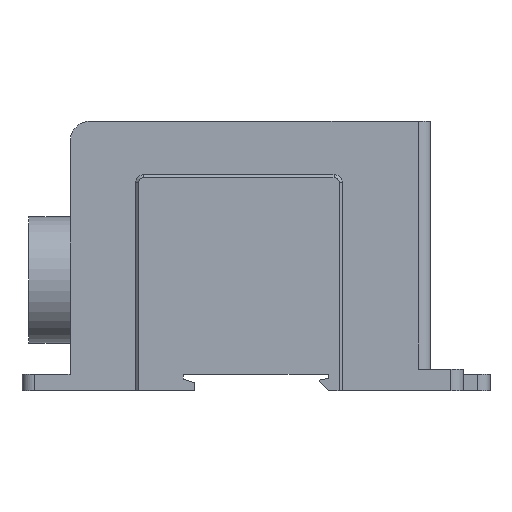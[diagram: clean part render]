
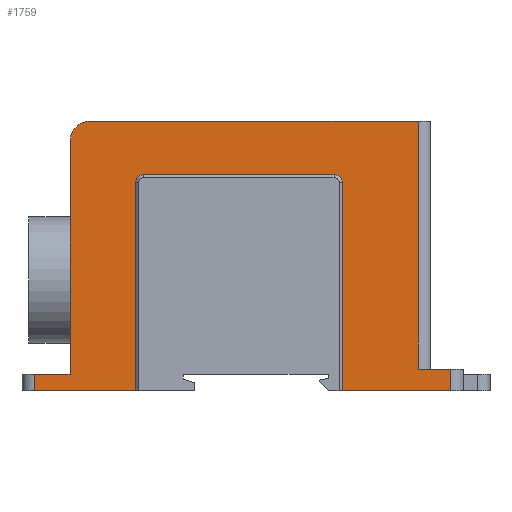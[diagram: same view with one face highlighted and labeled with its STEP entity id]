
A CAD part, left-side view. The second image highlights one B-rep face of the part: STEP entity #1759.
In plain terms, the highlighted planar face has unit normal (-1, 0, 0).
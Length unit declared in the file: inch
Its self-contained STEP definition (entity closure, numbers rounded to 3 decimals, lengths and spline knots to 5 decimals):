
#5 = CARTESIAN_POINT ( 'NONE',  ( 0., 3.32677, 0.20866 ) ) ;
#35 = DIRECTION ( 'NONE',  ( 0., 0., 1. ) ) ;
#49 = EDGE_CURVE ( 'NONE', #1274, #2197, #1863, .T. ) ;
#56 = ORIENTED_EDGE ( 'NONE', *, *, #532, .T. ) ;
#117 = CIRCLE ( 'NONE', #906, 0.07874 ) ;
#135 = VERTEX_POINT ( 'NONE', #442 ) ;
#155 = ORIENTED_EDGE ( 'NONE', *, *, #2672, .T. ) ;
#254 = CARTESIAN_POINT ( 'NONE',  ( 0., 3.25984, 2.38976 ) ) ;
#262 = LINE ( 'NONE', #3018, #3890 ) ;
#304 = VECTOR ( 'NONE', #3504, 39.37008 ) ;
#325 = CARTESIAN_POINT ( 'NONE',  ( 0., 3.79921, 0. ) ) ;
#332 = CARTESIAN_POINT ( 'NONE',  ( 0., 0.84646, 0. ) ) ;
#402 = CIRCLE ( 'NONE', #1048, 0.07874 ) ;
#442 = CARTESIAN_POINT ( 'NONE',  ( 0., 0.9252, 2.0748 ) ) ;
#447 = EDGE_CURVE ( 'NONE', #1073, #135, #262, .T. ) ;
#474 = CARTESIAN_POINT ( 'NONE',  ( 0., 3.32677, 0. ) ) ;
#532 = EDGE_CURVE ( 'NONE', #2430, #1388, #3407, .T. ) ;
#577 = EDGE_CURVE ( 'NONE', #3738, #4031, #1732, .T. ) ;
#644 = CARTESIAN_POINT ( 'NONE',  ( 0., 0.11811, 0.20866 ) ) ;
#656 = CARTESIAN_POINT ( 'NONE',  ( 0., 3.32677, 0.15748 ) ) ;
#758 = CARTESIAN_POINT ( 'NONE',  ( 0., -0.19685, 0.20866 ) ) ;
#764 = DIRECTION ( 'NONE',  ( 0., 0., 1. ) ) ;
#795 = CARTESIAN_POINT ( 'NONE',  ( 0., 2.82677, 0. ) ) ;
#802 = CARTESIAN_POINT ( 'NONE',  ( 0., 3.45669, 2.38976 ) ) ;
#866 = DIRECTION ( 'NONE',  ( 0., 0., -1. ) ) ;
#906 = AXIS2_PLACEMENT_3D ( 'NONE', #935, #3640, #3618 ) ;
#935 = CARTESIAN_POINT ( 'NONE',  ( 0., 2.74803, 1.99606 ) ) ;
#958 = ORIENTED_EDGE ( 'NONE', *, *, #1361, .T. ) ;
#1048 = AXIS2_PLACEMENT_3D ( 'NONE', #2578, #3961, #866 ) ;
#1073 = VERTEX_POINT ( 'NONE', #1846 ) ;
#1144 = LINE ( 'NONE', #474, #4128 ) ;
#1180 = VECTOR ( 'NONE', #1690, 39.37008 ) ;
#1212 = DIRECTION ( 'NONE',  ( 0., -1., 0. ) ) ;
#1216 = CARTESIAN_POINT ( 'NONE',  ( 0., 3.32677, 0. ) ) ;
#1274 = VERTEX_POINT ( 'NONE', #802 ) ;
#1327 = DIRECTION ( 'NONE',  ( 0., -1., 0. ) ) ;
#1337 = EDGE_CURVE ( 'NONE', #4397, #2994, #2491, .T. ) ;
#1339 = DIRECTION ( 'NONE',  ( 0., -1., 0. ) ) ;
#1345 = VERTEX_POINT ( 'NONE', #2308 ) ;
#1361 = EDGE_CURVE ( 'NONE', #4031, #1073, #117, .T. ) ;
#1368 = DIRECTION ( 'NONE',  ( 0., 1., 0. ) ) ;
#1372 = VERTEX_POINT ( 'NONE', #3259 ) ;
#1376 = VECTOR ( 'NONE', #4067, 39.37008 ) ;
#1388 = VERTEX_POINT ( 'NONE', #2268 ) ;
#1421 = VERTEX_POINT ( 'NONE', #2983 ) ;
#1434 = ORIENTED_EDGE ( 'NONE', *, *, #447, .T. ) ;
#1447 = VECTOR ( 'NONE', #1339, 39.37008 ) ;
#1481 = EDGE_CURVE ( 'NONE', #135, #1421, #402, .T. ) ;
#1522 = AXIS2_PLACEMENT_3D ( 'NONE', #3883, #3839, #3546 ) ;
#1690 = DIRECTION ( 'NONE',  ( 0., 0., -1. ) ) ;
#1705 = ORIENTED_EDGE ( 'NONE', *, *, #2369, .F. ) ;
#1708 = LINE ( 'NONE', #5, #4124 ) ;
#1712 = DIRECTION ( 'NONE',  ( 0., -1., 0. ) ) ;
#1732 = LINE ( 'NONE', #795, #1748 ) ;
#1748 = VECTOR ( 'NONE', #35, 39.37008 ) ;
#1759 = ADVANCED_FACE ( 'NONE', ( #2124 ), #3229, .T. ) ;
#1783 = ORIENTED_EDGE ( 'NONE', *, *, #1337, .T. ) ;
#1846 = CARTESIAN_POINT ( 'NONE',  ( 0., 2.74803, 2.0748 ) ) ;
#1863 = LINE ( 'NONE', #3965, #3356 ) ;
#1910 = CARTESIAN_POINT ( 'NONE',  ( 0., 0.11811, 0. ) ) ;
#1919 = CARTESIAN_POINT ( 'NONE',  ( 0., 2.82677, 1.99606 ) ) ;
#1968 = AXIS2_PLACEMENT_3D ( 'NONE', #254, #2363, #1327 ) ;
#1974 = EDGE_CURVE ( 'NONE', #2197, #2430, #2029, .T. ) ;
#2029 = LINE ( 'NONE', #656, #2903 ) ;
#2109 = CIRCLE ( 'NONE', #1968, 0.19685 ) ;
#2124 = FACE_OUTER_BOUND ( 'NONE', #3149, .T. ) ;
#2130 = LINE ( 'NONE', #332, #304 ) ;
#2197 = VERTEX_POINT ( 'NONE', #2840 ) ;
#2268 = CARTESIAN_POINT ( 'NONE',  ( 0., 3.79921, 0. ) ) ;
#2308 = CARTESIAN_POINT ( 'NONE',  ( 0., 0.11811, 2.58661 ) ) ;
#2338 = ORIENTED_EDGE ( 'NONE', *, *, #4138, .T. ) ;
#2350 = LINE ( 'NONE', #2619, #1376 ) ;
#2363 = DIRECTION ( 'NONE',  ( 1., 0., 0. ) ) ;
#2369 = EDGE_CURVE ( 'NONE', #1274, #1372, #2109, .T. ) ;
#2399 = ORIENTED_EDGE ( 'NONE', *, *, #1974, .T. ) ;
#2430 = VERTEX_POINT ( 'NONE', #3036 ) ;
#2491 = LINE ( 'NONE', #3847, #3278 ) ;
#2547 = VECTOR ( 'NONE', #3308, 39.37008 ) ;
#2548 = ORIENTED_EDGE ( 'NONE', *, *, #2699, .T. ) ;
#2578 = CARTESIAN_POINT ( 'NONE',  ( 0., 0.9252, 1.99606 ) ) ;
#2619 = CARTESIAN_POINT ( 'NONE',  ( 0., 2.22441, 2.58661 ) ) ;
#2645 = CARTESIAN_POINT ( 'NONE',  ( 0., 2.82677, 0. ) ) ;
#2672 = EDGE_CURVE ( 'NONE', #3418, #1345, #3621, .T. ) ;
#2699 = EDGE_CURVE ( 'NONE', #1388, #3738, #1144, .T. ) ;
#2712 = ORIENTED_EDGE ( 'NONE', *, *, #3573, .T. ) ;
#2801 = ORIENTED_EDGE ( 'NONE', *, *, #577, .T. ) ;
#2806 = ORIENTED_EDGE ( 'NONE', *, *, #1481, .T. ) ;
#2811 = ORIENTED_EDGE ( 'NONE', *, *, #49, .T. ) ;
#2840 = CARTESIAN_POINT ( 'NONE',  ( 0., 3.45669, 0.15748 ) ) ;
#2903 = VECTOR ( 'NONE', #4088, 39.37008 ) ;
#2983 = CARTESIAN_POINT ( 'NONE',  ( 0., 0.84646, 1.99606 ) ) ;
#2994 = VERTEX_POINT ( 'NONE', #758 ) ;
#3018 = CARTESIAN_POINT ( 'NONE',  ( 0., 3.32677, 2.0748 ) ) ;
#3036 = CARTESIAN_POINT ( 'NONE',  ( 0., 3.79921, 0.15748 ) ) ;
#3149 = EDGE_LOOP ( 'NONE', ( #1783, #2338, #155, #3717, #1705, #2811, #2399, #56, #2548, #2801, #958, #1434, #2806, #2712, #3892 ) ) ;
#3229 = PLANE ( 'NONE',  #1522 ) ;
#3259 = CARTESIAN_POINT ( 'NONE',  ( 0., 3.25984, 2.58661 ) ) ;
#3278 = VECTOR ( 'NONE', #764, 39.37008 ) ;
#3282 = CARTESIAN_POINT ( 'NONE',  ( 0., 0.84646, 0. ) ) ;
#3308 = DIRECTION ( 'NONE',  ( 0., 0., 1. ) ) ;
#3353 = EDGE_CURVE ( 'NONE', #3631, #4397, #4292, .T. ) ;
#3356 = VECTOR ( 'NONE', #3578, 39.37008 ) ;
#3407 = LINE ( 'NONE', #325, #1180 ) ;
#3418 = VERTEX_POINT ( 'NONE', #644 ) ;
#3504 = DIRECTION ( 'NONE',  ( 0., 0., -1. ) ) ;
#3546 = DIRECTION ( 'NONE',  ( 0., -1., 0. ) ) ;
#3573 = EDGE_CURVE ( 'NONE', #1421, #3631, #2130, .T. ) ;
#3578 = DIRECTION ( 'NONE',  ( 0., 0., -1. ) ) ;
#3618 = DIRECTION ( 'NONE',  ( 0., 0., -1. ) ) ;
#3621 = LINE ( 'NONE', #1910, #2547 ) ;
#3631 = VERTEX_POINT ( 'NONE', #3282 ) ;
#3640 = DIRECTION ( 'NONE',  ( 1., 0., 0. ) ) ;
#3717 = ORIENTED_EDGE ( 'NONE', *, *, #4060, .T. ) ;
#3738 = VERTEX_POINT ( 'NONE', #2645 ) ;
#3839 = DIRECTION ( 'NONE',  ( -1., 0., 0. ) ) ;
#3847 = CARTESIAN_POINT ( 'NONE',  ( 0., -0.19685, 0. ) ) ;
#3883 = CARTESIAN_POINT ( 'NONE',  ( 0., 3.32677, 0. ) ) ;
#3890 = VECTOR ( 'NONE', #1712, 39.37008 ) ;
#3892 = ORIENTED_EDGE ( 'NONE', *, *, #3353, .T. ) ;
#3961 = DIRECTION ( 'NONE',  ( 1., 0., 0. ) ) ;
#3965 = CARTESIAN_POINT ( 'NONE',  ( 0., 3.45669, 0. ) ) ;
#4031 = VERTEX_POINT ( 'NONE', #1919 ) ;
#4060 = EDGE_CURVE ( 'NONE', #1345, #1372, #2350, .T. ) ;
#4067 = DIRECTION ( 'NONE',  ( 0., 1., 0. ) ) ;
#4088 = DIRECTION ( 'NONE',  ( 0., 1., 0. ) ) ;
#4124 = VECTOR ( 'NONE', #1368, 39.37008 ) ;
#4128 = VECTOR ( 'NONE', #1212, 39.37008 ) ;
#4138 = EDGE_CURVE ( 'NONE', #2994, #3418, #1708, .T. ) ;
#4292 = LINE ( 'NONE', #1216, #1447 ) ;
#4313 = CARTESIAN_POINT ( 'NONE',  ( 0., -0.19685, 0. ) ) ;
#4397 = VERTEX_POINT ( 'NONE', #4313 ) ;
